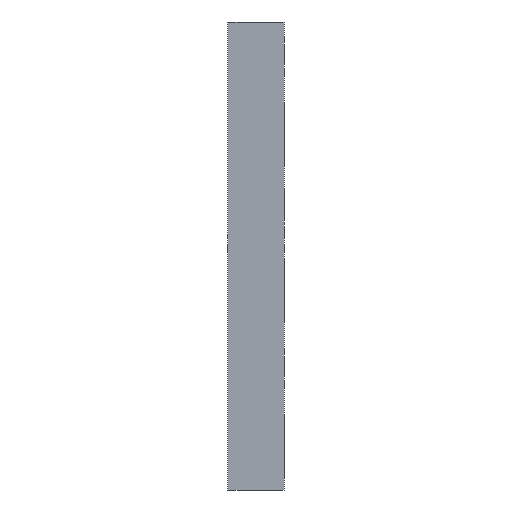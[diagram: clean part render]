
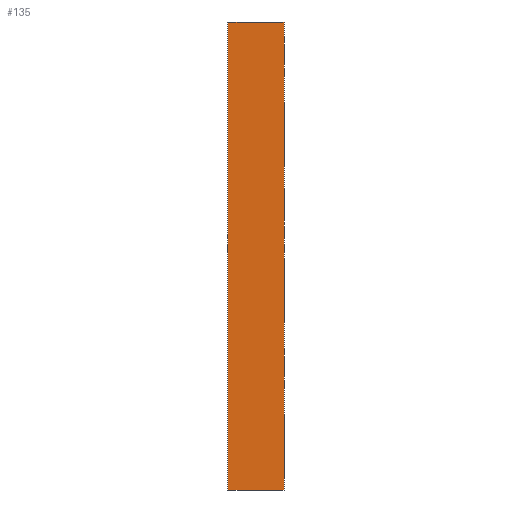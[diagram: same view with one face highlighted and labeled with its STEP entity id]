
A CAD part, left-side view. The second image highlights one B-rep face of the part: STEP entity #135.
In plain terms, the highlighted planar face has unit normal (-1, 0, 0).
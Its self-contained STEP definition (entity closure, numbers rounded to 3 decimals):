
#50 = LINE ( 'NONE', #1951, #1127 ) ;
#85 = ORIENTED_EDGE ( 'NONE', *, *, #1550, .T. ) ;
#110 = DIRECTION ( 'NONE',  ( 0., 0., -1. ) ) ;
#135 = ADVANCED_FACE ( 'NONE', ( #1795 ), #728, .F. ) ;
#147 = ORIENTED_EDGE ( 'NONE', *, *, #829, .T. ) ;
#249 = LINE ( 'NONE', #743, #1223 ) ;
#274 = CARTESIAN_POINT ( 'NONE',  ( -17.5, 15.411, 150. ) ) ;
#325 = DIRECTION ( 'NONE',  ( 0., 1., 0. ) ) ;
#376 = CARTESIAN_POINT ( 'NONE',  ( -17.5, 18., 150. ) ) ;
#431 = VECTOR ( 'NONE', #751, 1000. ) ;
#492 = VERTEX_POINT ( 'NONE', #741 ) ;
#611 = AXIS2_PLACEMENT_3D ( 'NONE', #376, #677, #1757 ) ;
#655 = VECTOR ( 'NONE', #2047, 1000. ) ;
#677 = DIRECTION ( 'NONE',  ( 1., 0., 0. ) ) ;
#688 = DIRECTION ( 'NONE',  ( 0., -1., 0. ) ) ;
#728 = PLANE ( 'NONE',  #611 ) ;
#730 = CARTESIAN_POINT ( 'NONE',  ( -17.5, 17.91, 150. ) ) ;
#741 = CARTESIAN_POINT ( 'NONE',  ( -17.5, 0., 0. ) ) ;
#743 = CARTESIAN_POINT ( 'NONE',  ( -17.5, 18., 0. ) ) ;
#751 = DIRECTION ( 'NONE',  ( 0., 1., 0. ) ) ;
#755 = LINE ( 'NONE', #1619, #1673 ) ;
#760 = VERTEX_POINT ( 'NONE', #2051 ) ;
#772 = LINE ( 'NONE', #1069, #2042 ) ;
#820 = EDGE_CURVE ( 'NONE', #1493, #760, #1216, .T. ) ;
#826 = EDGE_CURVE ( 'NONE', #1075, #2312, #2343, .T. ) ;
#829 = EDGE_CURVE ( 'NONE', #1411, #492, #50, .T. ) ;
#863 = CARTESIAN_POINT ( 'NONE',  ( -17.5, 18., 0. ) ) ;
#885 = CARTESIAN_POINT ( 'NONE',  ( -17.5, 18., 150. ) ) ;
#966 = VERTEX_POINT ( 'NONE', #1505 ) ;
#1029 = EDGE_LOOP ( 'NONE', ( #85, #147, #2043, #1332, #1735, #1098, #2190, #2216 ) ) ;
#1038 = CARTESIAN_POINT ( 'NONE',  ( -17.5, 2.5, 0. ) ) ;
#1069 = CARTESIAN_POINT ( 'NONE',  ( -17.5, 0., 150. ) ) ;
#1075 = VERTEX_POINT ( 'NONE', #885 ) ;
#1098 = ORIENTED_EDGE ( 'NONE', *, *, #1131, .T. ) ;
#1127 = VECTOR ( 'NONE', #1980, 1000. ) ;
#1131 = EDGE_CURVE ( 'NONE', #1698, #1075, #2173, .T. ) ;
#1146 = EDGE_CURVE ( 'NONE', #966, #2312, #249, .T. ) ;
#1197 = CARTESIAN_POINT ( 'NONE',  ( -17.5, 2.5, 150. ) ) ;
#1202 = VECTOR ( 'NONE', #688, 1000. ) ;
#1216 = LINE ( 'NONE', #2017, #655 ) ;
#1223 = VECTOR ( 'NONE', #325, 1000. ) ;
#1332 = ORIENTED_EDGE ( 'NONE', *, *, #820, .F. ) ;
#1411 = VERTEX_POINT ( 'NONE', #1038 ) ;
#1445 = EDGE_CURVE ( 'NONE', #760, #492, #772, .T. ) ;
#1493 = VERTEX_POINT ( 'NONE', #1197 ) ;
#1505 = CARTESIAN_POINT ( 'NONE',  ( -17.5, 15.411, 0. ) ) ;
#1508 = EDGE_CURVE ( 'NONE', #1698, #1493, #2326, .T. ) ;
#1550 = EDGE_CURVE ( 'NONE', #966, #1411, #755, .T. ) ;
#1619 = CARTESIAN_POINT ( 'NONE',  ( -17.5, 18., 0. ) ) ;
#1673 = VECTOR ( 'NONE', #2175, 1000. ) ;
#1698 = VERTEX_POINT ( 'NONE', #274 ) ;
#1735 = ORIENTED_EDGE ( 'NONE', *, *, #1508, .F. ) ;
#1757 = DIRECTION ( 'NONE',  ( 0., 1., 0. ) ) ;
#1795 = FACE_OUTER_BOUND ( 'NONE', #1029, .T. ) ;
#1936 = DIRECTION ( 'NONE',  ( 0., 0., -1. ) ) ;
#1951 = CARTESIAN_POINT ( 'NONE',  ( -17.5, 0., 0. ) ) ;
#1980 = DIRECTION ( 'NONE',  ( 0., -1., 0. ) ) ;
#1999 = CARTESIAN_POINT ( 'NONE',  ( -17.5, 18., 150. ) ) ;
#2017 = CARTESIAN_POINT ( 'NONE',  ( -17.5, 18., 150. ) ) ;
#2041 = VECTOR ( 'NONE', #1936, 1000. ) ;
#2042 = VECTOR ( 'NONE', #110, 1000. ) ;
#2043 = ORIENTED_EDGE ( 'NONE', *, *, #1445, .F. ) ;
#2047 = DIRECTION ( 'NONE',  ( 0., -1., 0. ) ) ;
#2051 = CARTESIAN_POINT ( 'NONE',  ( -17.5, 0., 150. ) ) ;
#2173 = LINE ( 'NONE', #730, #431 ) ;
#2175 = DIRECTION ( 'NONE',  ( 0., -1., 0. ) ) ;
#2181 = CARTESIAN_POINT ( 'NONE',  ( -17.5, 18., 150. ) ) ;
#2190 = ORIENTED_EDGE ( 'NONE', *, *, #826, .T. ) ;
#2216 = ORIENTED_EDGE ( 'NONE', *, *, #1146, .F. ) ;
#2312 = VERTEX_POINT ( 'NONE', #863 ) ;
#2326 = LINE ( 'NONE', #2181, #1202 ) ;
#2343 = LINE ( 'NONE', #1999, #2041 ) ;
